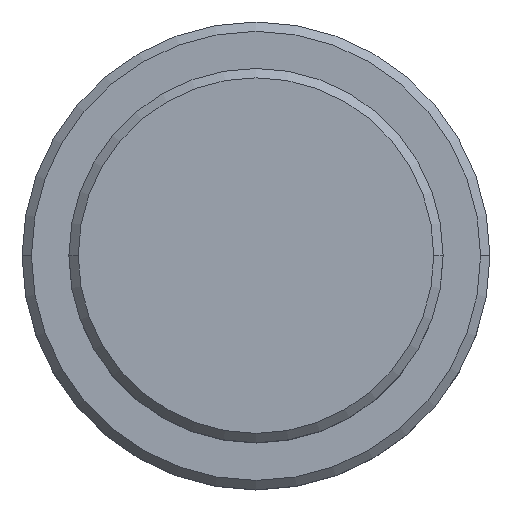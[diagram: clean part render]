
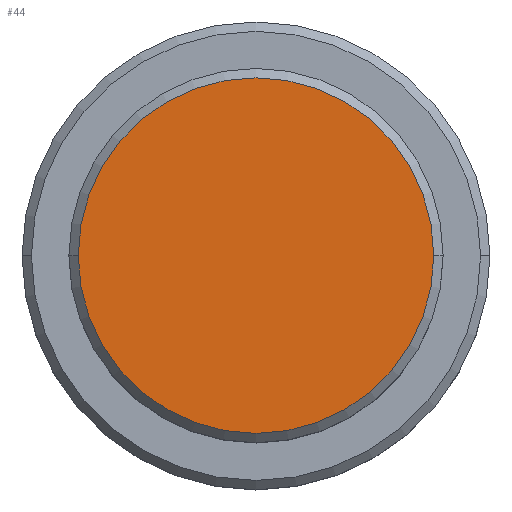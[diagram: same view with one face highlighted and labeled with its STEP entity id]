
A CAD part, top view. The second image highlights one B-rep face of the part: STEP entity #44.
In plain terms, the highlighted planar face has unit normal (0, 0, 1).
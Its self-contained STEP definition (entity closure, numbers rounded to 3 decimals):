
#44 = ADVANCED_FACE ( 'NONE', ( #966 ), #405, .T. ) ;
#90 = DIRECTION ( 'NONE',  ( 1., 0., 0. ) ) ;
#116 = CARTESIAN_POINT ( 'NONE',  ( 0., 0., 0. ) ) ;
#137 = CARTESIAN_POINT ( 'NONE',  ( 9.5, 0., 0. ) ) ;
#281 = CIRCLE ( 'NONE', #1409, 9.5 ) ;
#331 = CARTESIAN_POINT ( 'NONE',  ( -9.5, 0., 0. ) ) ;
#370 = CIRCLE ( 'NONE', #1358, 9.5 ) ;
#405 = PLANE ( 'NONE',  #1174 ) ;
#539 = CARTESIAN_POINT ( 'NONE',  ( 0., 0., 0. ) ) ;
#588 = ORIENTED_EDGE ( 'NONE', *, *, #815, .T. ) ;
#611 = DIRECTION ( 'NONE',  ( 0., 0., 1. ) ) ;
#614 = VERTEX_POINT ( 'NONE', #331 ) ;
#744 = DIRECTION ( 'NONE',  ( 1., 0., 0. ) ) ;
#815 = EDGE_CURVE ( 'NONE', #614, #1278, #370, .T. ) ;
#832 = DIRECTION ( 'NONE',  ( 1., 0., 0. ) ) ;
#852 = DIRECTION ( 'NONE',  ( 0., 0., 1. ) ) ;
#966 = FACE_OUTER_BOUND ( 'NONE', #1341, .T. ) ;
#1030 = ORIENTED_EDGE ( 'NONE', *, *, #1207, .T. ) ;
#1088 = DIRECTION ( 'NONE',  ( 0., 0., 1. ) ) ;
#1174 = AXIS2_PLACEMENT_3D ( 'NONE', #1184, #852, #90 ) ;
#1184 = CARTESIAN_POINT ( 'NONE',  ( 0., 0., 0. ) ) ;
#1207 = EDGE_CURVE ( 'NONE', #1278, #614, #281, .T. ) ;
#1278 = VERTEX_POINT ( 'NONE', #137 ) ;
#1341 = EDGE_LOOP ( 'NONE', ( #588, #1030 ) ) ;
#1358 = AXIS2_PLACEMENT_3D ( 'NONE', #116, #1088, #744 ) ;
#1409 = AXIS2_PLACEMENT_3D ( 'NONE', #539, #611, #832 ) ;
